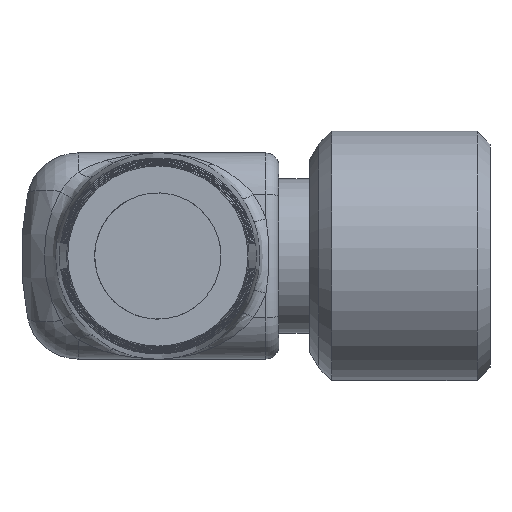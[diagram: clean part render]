
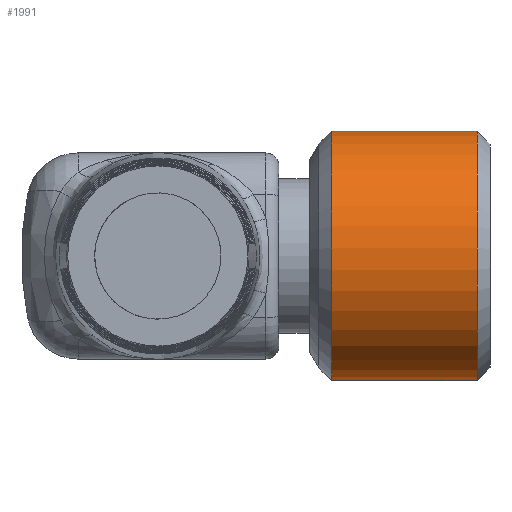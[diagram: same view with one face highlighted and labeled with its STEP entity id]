
A CAD part, front view. The second image highlights one B-rep face of the part: STEP entity #1991.
In plain terms, the highlighted cylindrical face has radius 4.85 mm (diameter 9.7 mm), a full revolution.
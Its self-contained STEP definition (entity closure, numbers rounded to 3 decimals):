
#294=CYLINDRICAL_SURFACE('',#7103,4.85);
#1991=ADVANCED_FACE('',(#2243,#2244),#294,.T.);
#2243=FACE_BOUND('',#2676,.T.);
#2244=FACE_BOUND('',#2677,.T.);
#2676=EDGE_LOOP('',(#4527));
#2677=EDGE_LOOP('',(#4528));
#4527=ORIENTED_EDGE('',*,*,#6156,.T.);
#4528=ORIENTED_EDGE('',*,*,#6157,.T.);
#5224=VERTEX_POINT('',#13013);
#5225=VERTEX_POINT('',#13015);
#6156=EDGE_CURVE('',#5224,#5224,#6478,.T.);
#6157=EDGE_CURVE('',#5225,#5225,#6479,.T.);
#6478=CIRCLE('',#7101,4.85);
#6479=CIRCLE('',#7102,4.85);
#7101=AXIS2_PLACEMENT_3D('',#13012,#8751,#8752);
#7102=AXIS2_PLACEMENT_3D('',#13014,#8753,#8754);
#7103=AXIS2_PLACEMENT_3D('',#13016,#8755,#8756);
#8751=DIRECTION('',(1.,0.,0.));
#8752=DIRECTION('',(0.,0.592,-0.806));
#8753=DIRECTION('',(-1.,0.,0.));
#8754=DIRECTION('',(0.,-0.592,0.806));
#8755=DIRECTION('',(1.,0.,0.));
#8756=DIRECTION('',(0.,-0.592,0.806));
#13012=CARTESIAN_POINT('',(4.546,0.7,0.));
#13013=CARTESIAN_POINT('',(4.546,3.573,-3.908));
#13014=CARTESIAN_POINT('',(10.2,0.7,0.));
#13015=CARTESIAN_POINT('',(10.2,-2.173,3.908));
#13016=CARTESIAN_POINT('',(3.7,0.7,0.));
